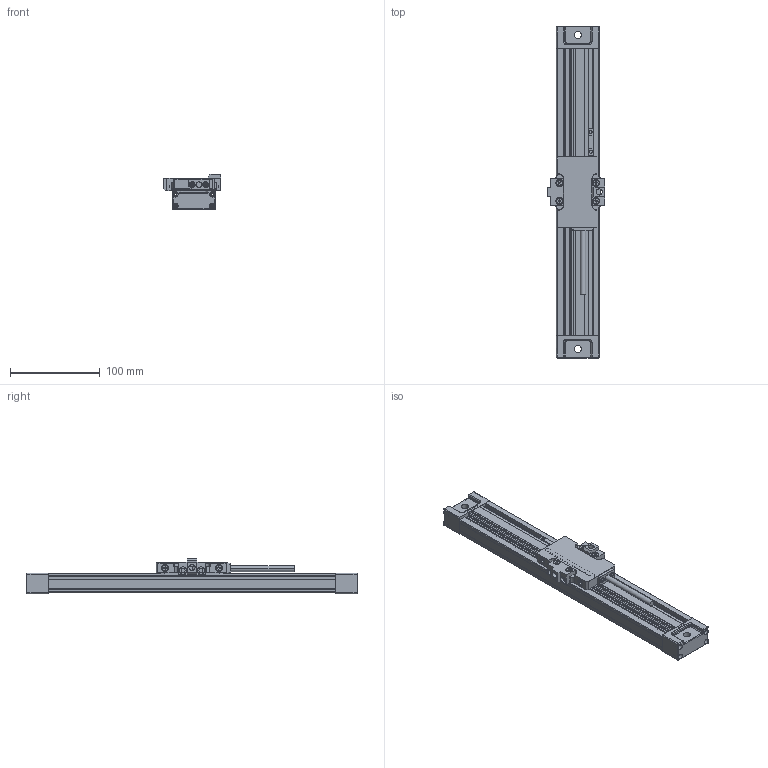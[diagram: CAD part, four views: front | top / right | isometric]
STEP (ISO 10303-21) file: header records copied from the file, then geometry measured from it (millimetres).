
FILE_DESCRIPTION (( 'STEP AP214' ), '1' );
FILE_NAME ('16_32_00_000_GSI_4.STEP', '2016-10-28T09:46:25', ( '' ), ( '' ), 'SwSTEP 2.0', 'SolidWorks 2016', '' );
FILE_SCHEMA (( 'AUTOMOTIVE_DESIGN' ));
Length unit declared in the file: millimetre
Products named in the file (20): DBLXX0000304; Senkkopfschraube_M3x8; VGDXX0000003; 11_09_00_009_REF_Marke~0; AGUXX0000001; 16_32_00_002_Adapter_M8; DBLXX0000305; Zylinderkopfschraube_DIN912_M4x10; 11_09_00_006_Verstellplättchen~0; DBLXX0000286; DM80RT0008-A; CMGAA0000002; Zylinderkopfschraube_DIN7984_M4x08; CMLTA0000008; Sensorplatine_NQ9C_000; 16_32_00_001_Führungswagen; 16_32_00_000_GSI_4; 16_32_00_003_Deckplatte; DBLXX0000283; DPRGD0000003
Assembly tree (32 placements, depth 3):
  16_32_00_000_GSI_4
    VGDXX0000003
      DPRGD0000003
      DM80RT0008-A  x3
      DBLXX0000283
      CMLTA0000008  x4
      CMGAA0000002
      DBLXX0000286
      DBLXX0000305
      AGUXX0000001  x2
      DBLXX0000304  x2
    16_32_00_001_Führungswagen
    Sensorplatine_NQ9C_000
    16_32_00_003_Deckplatte
    16_32_00_002_Adapter_M8  x2
    11_09_00_006_Verstellplättchen~0
    11_09_00_009_REF_Marke~0
    Senkkopfschraube_M3x8  x2
    Zylinderkopfschraube_DIN912_M4x10  x2
    Zylinderkopfschraube_DIN7984_M4x08  x4
Bounding box: 64 x 370 x 39.2 mm (x, y, z)
Volume: 220057.5 mm3; surface area: 174980 mm2
Topology: 51 solids, 51 shells, 1200 faces, 2946 edges, 1830 vertices
Faces by surface type: plane 604, cylinder 401, cone 119, bspline 40, torus 36
Entity records: 31485 total; most frequent: CARTESIAN_POINT 4920, DIRECTION 4438, ORIENTED_EDGE 4146, EDGE_CURVE 2073, AXIS2_PLACEMENT_3D 1543, LINE 1352, VECTOR 1352, VERTEX_POINT 1319
